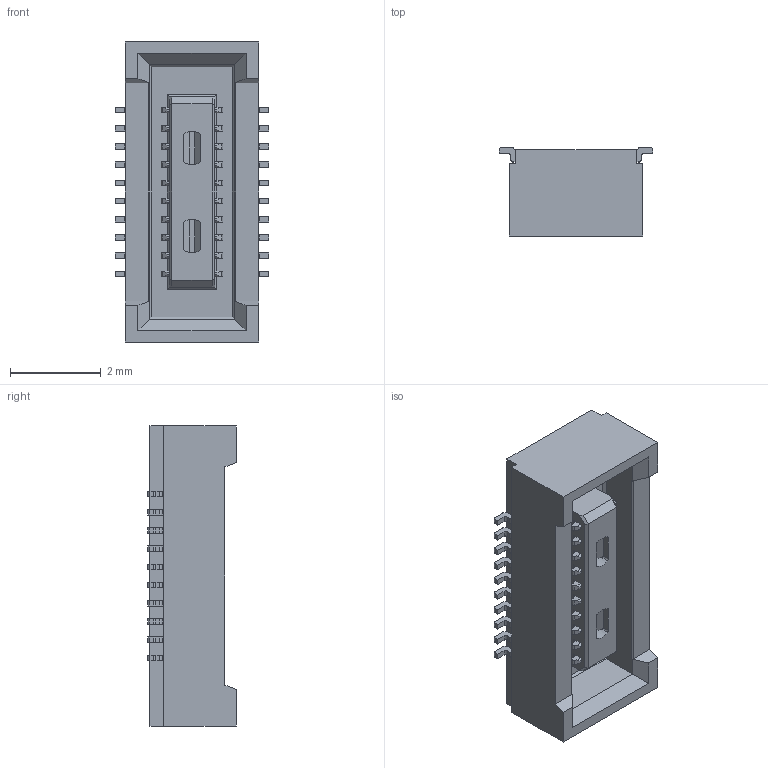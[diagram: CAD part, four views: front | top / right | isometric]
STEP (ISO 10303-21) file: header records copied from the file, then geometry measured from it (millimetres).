
FILE_DESCRIPTION (( 'STEP AP214' ), '1' );
FILE_NAME ('DF40C(2.0)-20DS.STEP', '2018-03-02T21:42:41', ( '' ), ( '' ), 'SwSTEP 2.0', 'SolidWorks 2016', '' );
FILE_SCHEMA (( 'AUTOMOTIVE_DESIGN' ));
Length unit declared in the file: millimetre
Products named in the file (1): DF40C(2.0)-20DS
Bounding box: 3.38 x 1.95 x 6.6 mm (x, y, z)
Volume: 26.7 mm3; surface area: 101.1 mm2
Topology: 1 solids, 1 shells, 558 faces, 1515 edges, 1002 vertices
Faces by surface type: plane 405, cylinder 153
Entity records: 18313 total; most frequent: CARTESIAN_POINT 3124, ORIENTED_EDGE 3030, DIRECTION 2915, EDGE_CURVE 1515, VECTOR 1201, LINE 1201, VERTEX_POINT 1002, AXIS2_PLACEMENT_3D 857
